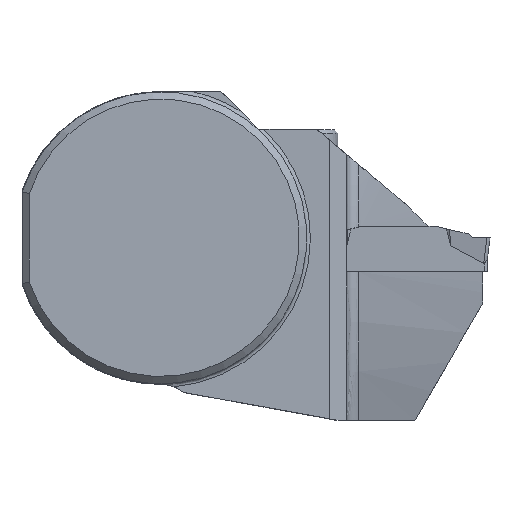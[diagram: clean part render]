
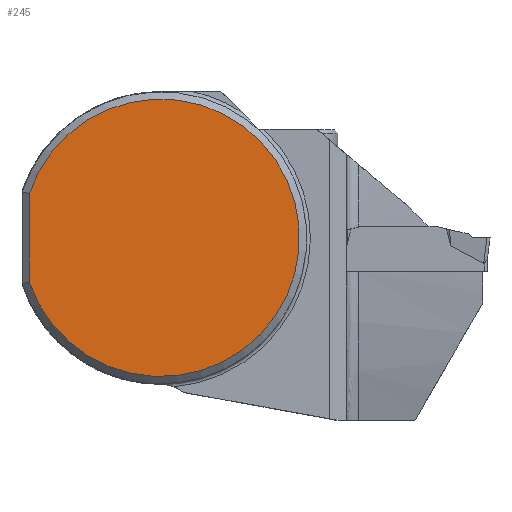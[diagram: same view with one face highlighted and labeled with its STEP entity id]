
A CAD part, top view. The second image highlights one B-rep face of the part: STEP entity #245.
In plain terms, the highlighted planar face has unit normal (0, 0, 1).
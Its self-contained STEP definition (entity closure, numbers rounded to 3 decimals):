
#136=FACE_OUTER_BOUND('',#376,.T.);
#214=CIRCLE('',#1645,19.);
#245=ADVANCED_FACE('',(#136),#318,.F.);
#318=PLANE('',#1646);
#376=EDGE_LOOP('',(#588,#589));
#588=ORIENTED_EDGE('',*,*,#1149,.F.);
#589=ORIENTED_EDGE('',*,*,#1150,.T.);
#997=VERTEX_POINT('',#2362);
#998=VERTEX_POINT('',#2363);
#1149=EDGE_CURVE('',#997,#998,#1325,.T.);
#1150=EDGE_CURVE('',#997,#998,#214,.T.);
#1325=LINE('',#2361,#1452);
#1452=VECTOR('',#1864,1.);
#1645=AXIS2_PLACEMENT_3D('',#2364,#1865,#1866);
#1646=AXIS2_PLACEMENT_3D('',#2365,#1867,#1868);
#1864=DIRECTION('',(0.,1.,0.));
#1865=DIRECTION('',(0.,0.,1.));
#1866=DIRECTION('',(1.,0.,0.));
#1867=DIRECTION('',(0.,0.,-1.));
#1868=DIRECTION('',(1.,0.,0.));
#2361=CARTESIAN_POINT('',(-18.,0.,0.325));
#2362=CARTESIAN_POINT('',(-18.,-6.083,0.325));
#2363=CARTESIAN_POINT('',(-18.,6.083,0.325));
#2364=CARTESIAN_POINT('',(0.,0.,0.325));
#2365=CARTESIAN_POINT('',(0.,0.,0.325));
